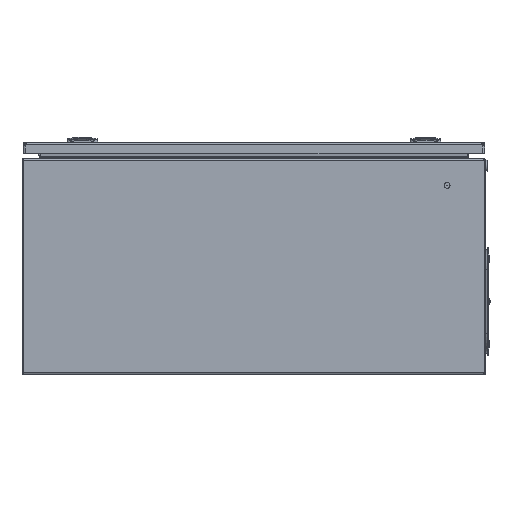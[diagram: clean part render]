
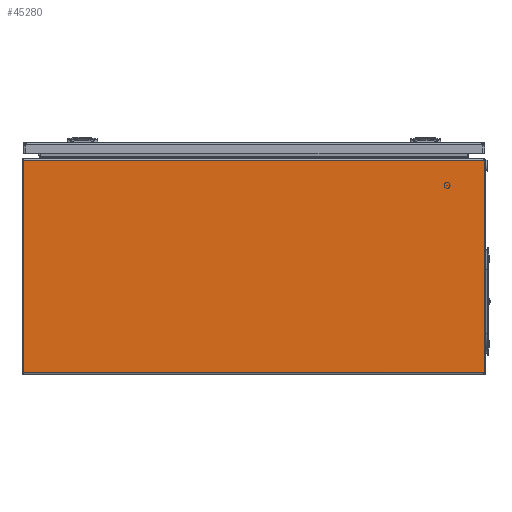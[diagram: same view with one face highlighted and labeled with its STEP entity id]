
A CAD part, left-side view. The second image highlights one B-rep face of the part: STEP entity #45280.
In plain terms, the highlighted planar face has unit normal (-1, 0, 0).
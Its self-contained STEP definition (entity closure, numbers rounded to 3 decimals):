
#529 = VERTEX_POINT ( 'NONE', #18651 ) ;
#675 = VERTEX_POINT ( 'NONE', #19128 ) ;
#679 = VERTEX_POINT ( 'NONE', #19117 ) ;
#699 = EDGE_CURVE ( 'NONE', #675, #679, #19204, .T. ) ;
#18651 = CARTESIAN_POINT ( 'NONE',  ( -300., 298.499, 276.502 ) ) ;
#19117 = CARTESIAN_POINT ( 'NONE',  ( -300., -298.499, 276.502 ) ) ;
#19128 = CARTESIAN_POINT ( 'NONE',  ( -300., -298.499, 3. ) ) ;
#19200 = DIRECTION ( 'NONE',  ( 0., 0., 1. ) ) ;
#19202 = VECTOR ( 'NONE', #19200, 1000. ) ;
#19203 = CARTESIAN_POINT ( 'NONE',  ( -300., -298.499, 278.5 ) ) ;
#19204 = LINE ( 'NONE', #19203, #19202 ) ;
#26581 = DIRECTION ( 'NONE',  ( 0., 0., -1. ) ) ;
#26582 = VECTOR ( 'NONE', #26581, 1000. ) ;
#26584 = CARTESIAN_POINT ( 'NONE',  ( -300., 298.499, 278.5 ) ) ;
#26585 = LINE ( 'NONE', #26584, #26582 ) ;
#26621 = CARTESIAN_POINT ( 'NONE',  ( -300., 298.499, 3. ) ) ;
#26736 = DIRECTION ( 'NONE',  ( 0., -1., 0. ) ) ;
#26737 = DIRECTION ( 'NONE',  ( -1., 0., 0. ) ) ;
#26739 = AXIS2_PLACEMENT_3D ( 'NONE', #26753, #26737, #26736 ) ;
#26741 = CIRCLE ( 'NONE', #26739, 5. ) ;
#26753 = CARTESIAN_POINT ( 'NONE',  ( -300., 293.499, 276.502 ) ) ;
#26759 = DIRECTION ( 'NONE',  ( 0., -1., 0. ) ) ;
#26760 = VECTOR ( 'NONE', #26759, 1000. ) ;
#26761 = CARTESIAN_POINT ( 'NONE',  ( -300., 3283.5, 3. ) ) ;
#26763 = LINE ( 'NONE', #26761, #26760 ) ;
#26765 = CARTESIAN_POINT ( 'NONE',  ( -300., 298.474, 277. ) ) ;
#26811 = DIRECTION ( 'NONE',  ( 0., 0., -1. ) ) ;
#26813 = DIRECTION ( 'NONE',  ( -1., 0., 0. ) ) ;
#26814 = CARTESIAN_POINT ( 'NONE',  ( -300., 3283.5, 278.5 ) ) ;
#26815 = AXIS2_PLACEMENT_3D ( 'NONE', #26814, #26813, #26811 ) ;
#26816 = PLANE ( 'NONE',  #26815 ) ;
#26817 = FACE_OUTER_BOUND ( 'NONE', #43114, .T. ) ;
#26829 = DIRECTION ( 'NONE',  ( 0., 1., 0. ) ) ;
#26830 = VECTOR ( 'NONE', #26829, 1000. ) ;
#26831 = CARTESIAN_POINT ( 'NONE',  ( -300., -3283.492, 277. ) ) ;
#26832 = LINE ( 'NONE', #26831, #26830 ) ;
#26837 = DIRECTION ( 'NONE',  ( 0., -1., 0. ) ) ;
#26839 = DIRECTION ( 'NONE',  ( -1., 0., 0. ) ) ;
#26841 = CARTESIAN_POINT ( 'NONE',  ( -300., -293.499, 276.502 ) ) ;
#26842 = AXIS2_PLACEMENT_3D ( 'NONE', #26841, #26839, #26837 ) ;
#26844 = CIRCLE ( 'NONE', #26842, 5. ) ;
#26875 = CARTESIAN_POINT ( 'NONE',  ( -300., -298.474, 277. ) ) ;
#42579 = EDGE_CURVE ( 'NONE', #529, #42877, #26585, .T. ) ;
#42877 = VERTEX_POINT ( 'NONE', #26621 ) ;
#43079 = ORIENTED_EDGE ( 'NONE', *, *, #44980, .T. ) ;
#43114 = EDGE_LOOP ( 'NONE', ( #43079, #44693, #44677, #44363, #44442, #45922 ) ) ;
#44363 = ORIENTED_EDGE ( 'NONE', *, *, #699, .T. ) ;
#44442 = ORIENTED_EDGE ( 'NONE', *, *, #46032, .T. ) ;
#44677 = ORIENTED_EDGE ( 'NONE', *, *, #44725, .T. ) ;
#44688 = VERTEX_POINT ( 'NONE', #26765 ) ;
#44693 = ORIENTED_EDGE ( 'NONE', *, *, #42579, .T. ) ;
#44725 = EDGE_CURVE ( 'NONE', #42877, #675, #26763, .T. ) ;
#44980 = EDGE_CURVE ( 'NONE', #44688, #529, #26741, .T. ) ;
#45280 = ADVANCED_FACE ( 'NONE', ( #26817 ), #26816, .T. ) ;
#45922 = ORIENTED_EDGE ( 'NONE', *, *, #46072, .T. ) ;
#45965 = VERTEX_POINT ( 'NONE', #26875 ) ;
#46032 = EDGE_CURVE ( 'NONE', #679, #45965, #26844, .T. ) ;
#46072 = EDGE_CURVE ( 'NONE', #45965, #44688, #26832, .T. ) ;
